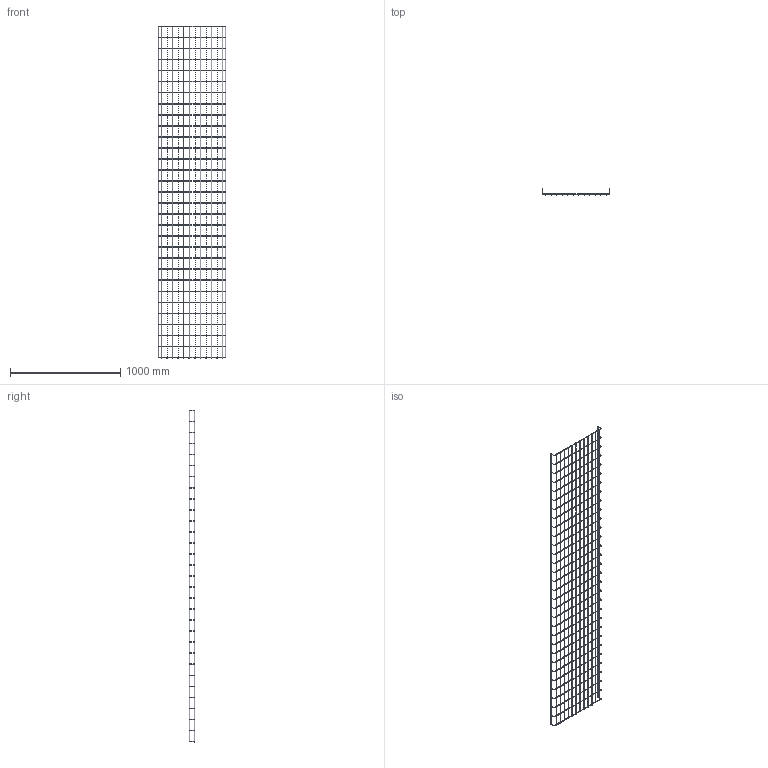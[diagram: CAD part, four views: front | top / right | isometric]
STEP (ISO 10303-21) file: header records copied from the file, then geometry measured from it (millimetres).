
FILE_DESCRIPTION (( 'STEP AP203' ), '1' );
FILE_NAME ('NE-30-050-600-3-48-EZ NESTA Ëîòîê ïðîâîëî÷íûé 50õ600õ3000-4,8 EZ IEK.STEP', '2022-11-11T11:12:18', ( '' ), ( '' ), 'SwSTEP 2.0', 'SolidWorks 2022', '' );
FILE_SCHEMA (( 'CONFIG_CONTROL_DESIGN' ));
Length unit declared in the file: millimetre
Products named in the file (1): NE-30-050-600-3-48-EZ NESTA Лоток проволочный 50х600х3000-4,8 EZ IEK
Bounding box: 609.6 x 49.97 x 3009.8 mm (x, y, z)
Volume: 1141885.9 mm3; surface area: 953200.2 mm2
Topology: 45 solids, 45 shells, 724 faces, 1406 edges, 772 vertices
Faces by surface type: cylinder 386, torus 248, plane 90
Full cylindrical faces by diameter (mm): 4.8 x14
Entity records: 18301 total; most frequent: DIRECTION 3862, CARTESIAN_POINT 2889, ORIENTED_EDGE 2784, AXIS2_PLACEMENT_3D 1745, EDGE_CURVE 1392, CIRCLE 1020, VERTEX_POINT 772, FACE_OUTER_BOUND 738
